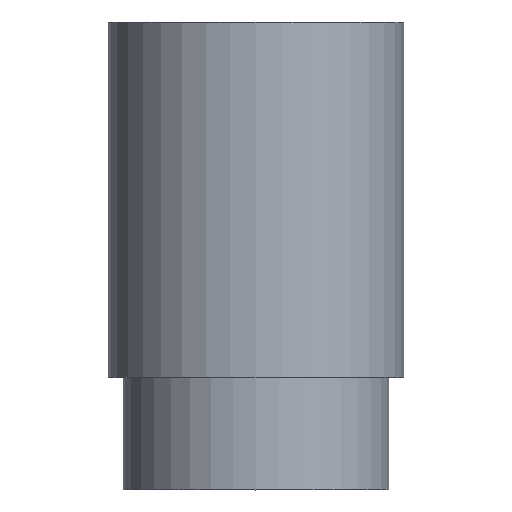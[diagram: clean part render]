
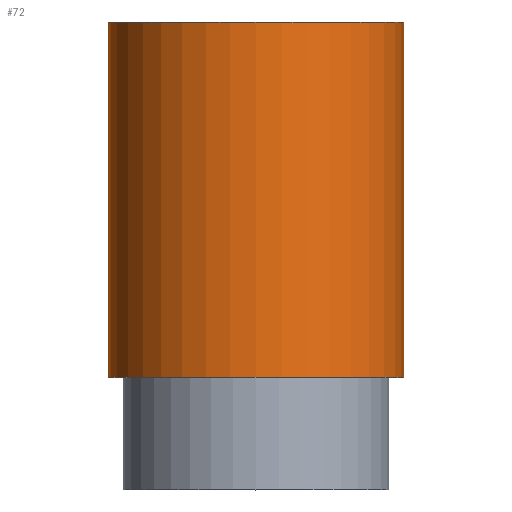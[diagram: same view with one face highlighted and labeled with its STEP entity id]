
A CAD part, top view. The second image highlights one B-rep face of the part: STEP entity #72.
In plain terms, the highlighted cylindrical face has radius 4.5 mm (diameter 9 mm), a full revolution.
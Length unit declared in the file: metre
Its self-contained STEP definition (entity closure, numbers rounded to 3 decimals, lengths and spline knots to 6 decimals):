
#15=ORIENTED_EDGE('',*,*,#27,.F.);
#16=ORIENTED_EDGE('',*,*,#28,.T.);
#27=EDGE_CURVE('',#33,#33,#39,.T.);
#28=EDGE_CURVE('',#34,#34,#40,.T.);
#33=VERTEX_POINT('',#132);
#34=VERTEX_POINT('',#134);
#39=CIRCLE('',#92,0.0045);
#40=CIRCLE('',#93,0.0045);
#45=EDGE_LOOP('',(#15));
#46=EDGE_LOOP('',(#16));
#57=FACE_BOUND('',#45,.T.);
#58=FACE_BOUND('',#46,.T.);
#69=CYLINDRICAL_SURFACE('',#91,0.0045);
#72=ADVANCED_FACE('',(#57,#58),#69,.T.);
#91=AXIS2_PLACEMENT_3D('',#130,#105,#106);
#92=AXIS2_PLACEMENT_3D('',#131,#107,#108);
#93=AXIS2_PLACEMENT_3D('',#133,#109,#110);
#105=DIRECTION('',(0.,1.,0.));
#106=DIRECTION('',(-1.,0.,0.));
#107=DIRECTION('',(0.,-1.,0.));
#108=DIRECTION('',(1.,0.,0.));
#109=DIRECTION('',(0.,-1.,0.));
#110=DIRECTION('',(1.,0.,0.));
#130=CARTESIAN_POINT('',(0.065664,-0.01133,-0.0231));
#131=CARTESIAN_POINT('',(0.065664,-0.01133,-0.0231));
#132=CARTESIAN_POINT('',(0.070164,-0.01133,-0.0231));
#133=CARTESIAN_POINT('',(0.065664,-0.0005,-0.0231));
#134=CARTESIAN_POINT('',(0.070164,-0.0005,-0.0231));
